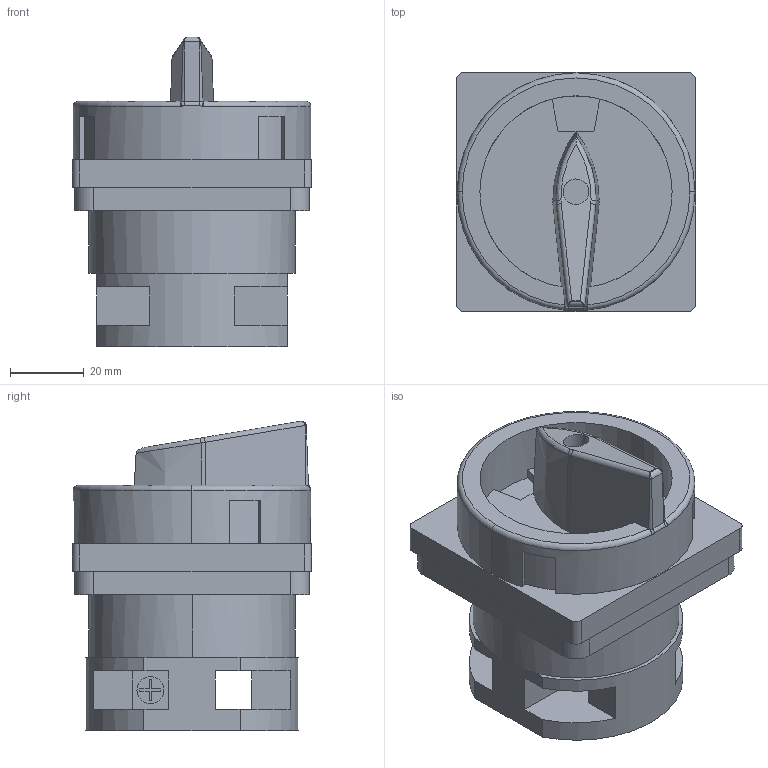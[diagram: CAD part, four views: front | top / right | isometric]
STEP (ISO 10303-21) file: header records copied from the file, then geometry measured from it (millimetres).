
FILE_DESCRIPTION (( 'STEP AP214' ), '1' );
FILE_NAME ('ÏÊÏ-32-1 - ñ äûðêîé (11).STEP', '2017-12-25T06:28:11', ( 'AutoBVT' ), ( 'Microsoft' ), 'SwSTEP 2.0', 'SolidWorks 2014', '' );
FILE_SCHEMA (( 'AUTOMOTIVE_DESIGN' ));
Length unit declared in the file: millimetre
Products named in the file (1): ÏÊÏ-32-1 - ñ äûðêîé (11)
Bounding box: 64.99 x 64.99 x 84.16 mm (x, y, z)
Volume: 171628.7 mm3; surface area: 30484.4 mm2
Topology: 1 solids, 1 shells, 161 faces, 424 edges, 273 vertices
Faces by surface type: plane 96, cylinder 43, bspline 13, cone 6, torus 3
Entity records: 5728 total; most frequent: CARTESIAN_POINT 1725, ORIENTED_EDGE 844, DIRECTION 807, EDGE_CURVE 422, VERTEX_POINT 273, LINE 269, VECTOR 269, AXIS2_PLACEMENT_3D 269
